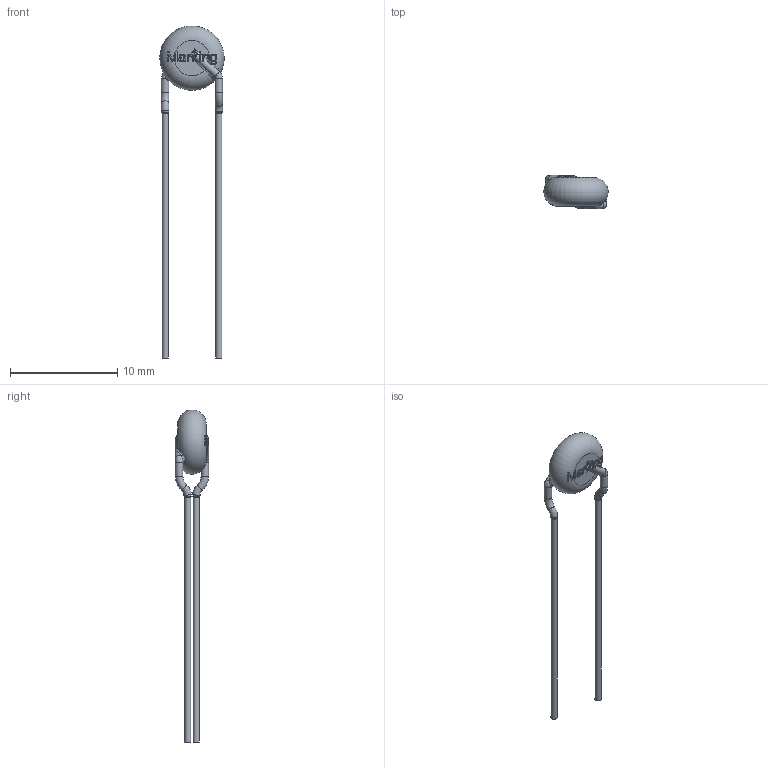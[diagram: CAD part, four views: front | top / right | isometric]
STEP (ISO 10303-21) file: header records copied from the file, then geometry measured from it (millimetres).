
FILE_DESCRIPTION(/* description */ ('Unknown'),/* implementation_level */ '2;1');
FILE_NAME(/* name */ '820452001',/* time_stamp */ '2018-10-05T11:48:19+02:00',/* author */ ('Unknown'),/* organization */ ('Unknown'),/* preprocessor_version */ 'ST-DEVELOPER v16.7',/* originating_system */ 'DEX',/* authorisation */ $);
FILE_SCHEMA (('AUTOMOTIVE_DESIGN {1 0 10303 214 3 1 1}'));
Length unit declared in the file: millimetre
Products named in the file (1): 820452001
Bounding box: 6 x 3.1 x 31 mm (x, y, z)
Volume: 79.8 mm3; surface area: 189.6 mm2
Topology: 2 solids, 2 shells, 203 faces, 607 edges, 407 vertices
Faces by surface type: bspline 97, plane 77, cylinder 20, torus 9
Full cylindrical faces by diameter (mm): 0.6 x2, 0.7 x2
Entity records: 12632 total; most frequent: CARTESIAN_POINT 6937, ORIENTED_EDGE 1156, EDGE_CURVE 578, DIRECTION 463, VERTEX_POINT 396, B_SPLINE_CURVE_WITH_KNOTS 384, EDGE_LOOP 220, FACE_BOUND 220
